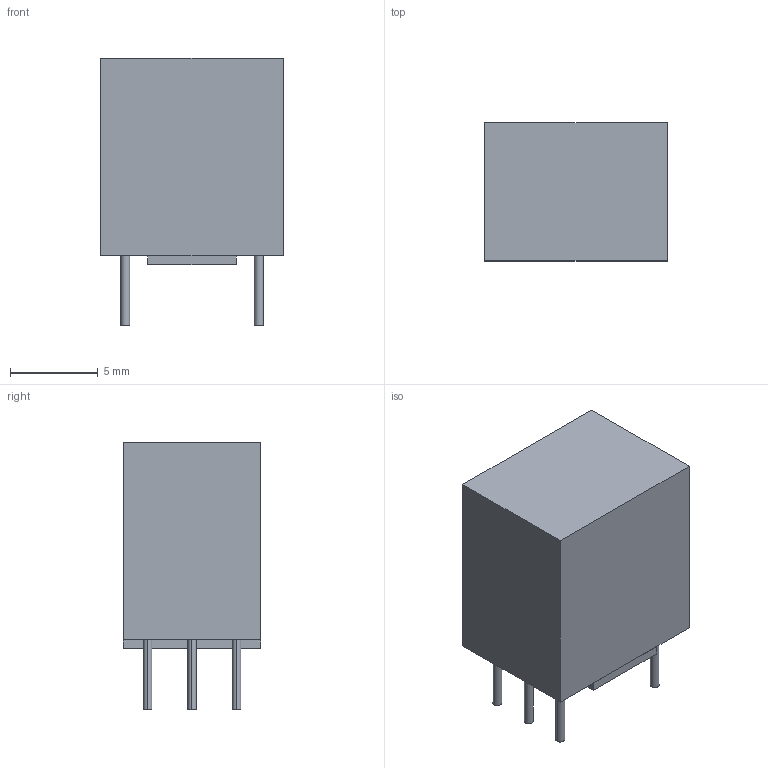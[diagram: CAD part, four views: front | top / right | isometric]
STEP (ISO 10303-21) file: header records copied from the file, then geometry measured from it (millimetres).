
FILE_DESCRIPTION((''),'2;1');
FILE_NAME('XFMR_TRIAD_SP-21.stp','2011-06-21T10:15:53',(''),(''),'Mechanical Desktop 2011','Mechanical Desktop 2011',', , ');
FILE_SCHEMA(('AUTOMOTIVE_DESIGN { 1 2 10303 214 1 1 1 1 }'));
Length unit declared in the file: millimetre
Products named in the file (1): Product
Bounding box: 10.41 x 7.87 x 15.29 mm (x, y, z)
Volume: 950.1 mm3; surface area: 710.5 mm2
Topology: 8 solids, 8 shells, 36 faces, 60 edges, 40 vertices
Faces by surface type: cylinder 12, plane 12, bspline 12
Entity records: 893 total; most frequent: CARTESIAN_POINT 173, DIRECTION 134, ORIENTED_EDGE 120, EDGE_CURVE 60, AXIS2_PLACEMENT_3D 49, VERTEX_POINT 40, VECTOR 36, LINE 36
